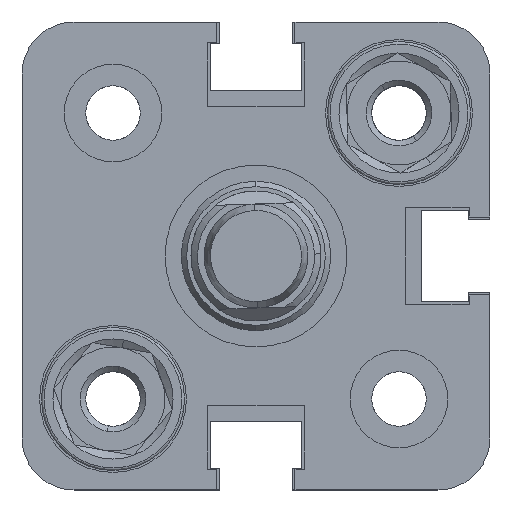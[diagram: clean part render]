
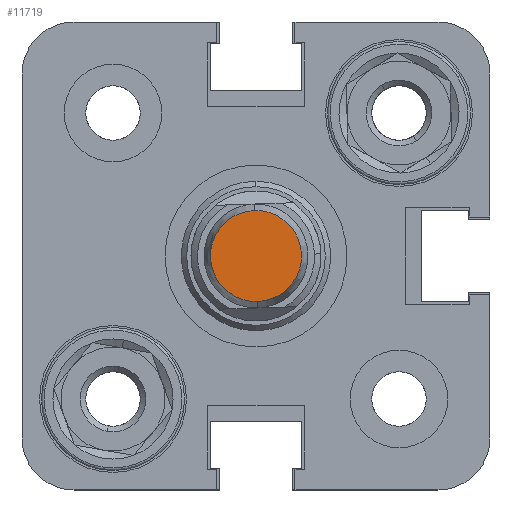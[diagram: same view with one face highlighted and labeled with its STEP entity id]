
A CAD part, left-side view. The second image highlights one B-rep face of the part: STEP entity #11719.
In plain terms, the highlighted face is planar.
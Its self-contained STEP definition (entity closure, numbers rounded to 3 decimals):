
#301 = EDGE_CURVE ( 'NONE', #10637, #18681, #10999, .T. ) ;
#1160 = DIRECTION ( 'NONE',  ( 0., 0., 1. ) ) ;
#1635 = PLANE ( 'NONE',  #5964 ) ;
#3274 = CARTESIAN_POINT ( 'NONE',  ( 16., 0., 3.5 ) ) ;
#5964 = AXIS2_PLACEMENT_3D ( 'NONE', #27527, #10016, #10158 ) ;
#5976 = FACE_OUTER_BOUND ( 'NONE', #23306, .T. ) ;
#7108 = DIRECTION ( 'NONE',  ( 1., 0., 0. ) ) ;
#10016 = DIRECTION ( 'NONE',  ( -1., 0., 0. ) ) ;
#10158 = DIRECTION ( 'NONE',  ( 0., 0., 1. ) ) ;
#10637 = VERTEX_POINT ( 'NONE', #3274 ) ;
#10999 = CIRCLE ( 'NONE', #18159, 3.5 ) ;
#11435 = DIRECTION ( 'NONE',  ( 0., 0., 1. ) ) ;
#11719 = ADVANCED_FACE ( 'NONE', ( #5976 ), #1635, .F. ) ;
#13341 = AXIS2_PLACEMENT_3D ( 'NONE', #24956, #20054, #1160 ) ;
#16238 = ORIENTED_EDGE ( 'NONE', *, *, #20900, .T. ) ;
#17469 = ORIENTED_EDGE ( 'NONE', *, *, #301, .T. ) ;
#18159 = AXIS2_PLACEMENT_3D ( 'NONE', #26703, #7108, #11435 ) ;
#18681 = VERTEX_POINT ( 'NONE', #27289 ) ;
#20054 = DIRECTION ( 'NONE',  ( 1., 0., 0. ) ) ;
#20900 = EDGE_CURVE ( 'NONE', #18681, #10637, #21406, .T. ) ;
#21406 = CIRCLE ( 'NONE', #13341, 3.5 ) ;
#23306 = EDGE_LOOP ( 'NONE', ( #17469, #16238 ) ) ;
#24956 = CARTESIAN_POINT ( 'NONE',  ( 16., 0., 0. ) ) ;
#26703 = CARTESIAN_POINT ( 'NONE',  ( 16., 0., 0. ) ) ;
#27289 = CARTESIAN_POINT ( 'NONE',  ( 16., 0., -3.5 ) ) ;
#27527 = CARTESIAN_POINT ( 'NONE',  ( 16., 0., 0. ) ) ;
